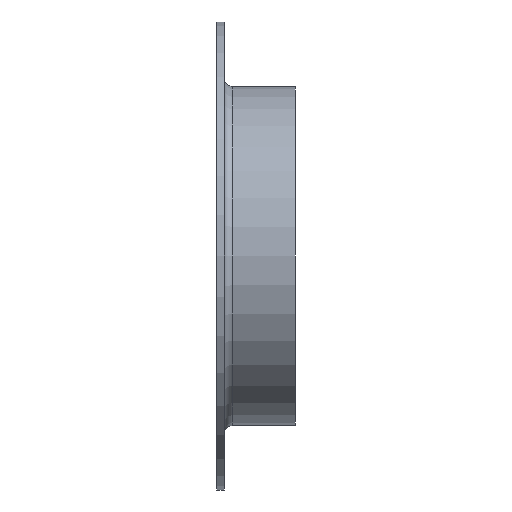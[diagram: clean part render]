
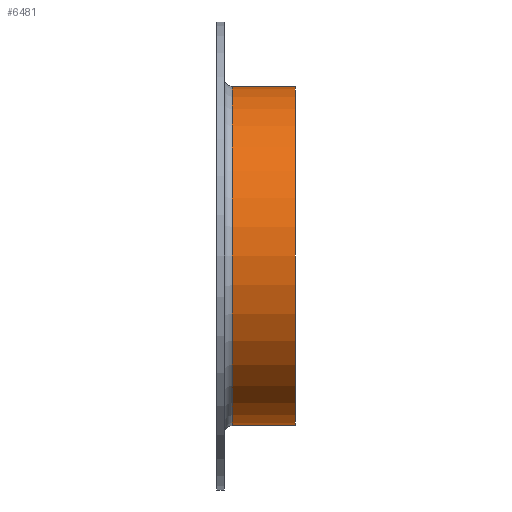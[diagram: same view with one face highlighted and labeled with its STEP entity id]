
A CAD part, front view. The second image highlights one B-rep face of the part: STEP entity #6481.
In plain terms, the highlighted cylindrical face has radius 64.5 mm (diameter 129 mm), a full revolution.
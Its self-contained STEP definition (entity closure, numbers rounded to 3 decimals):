
#724 = FACE_OUTER_BOUND ( 'NONE', #7340, .T. ) ;
#2919 = CARTESIAN_POINT ( 'NONE',  ( 6., 0., 0. ) ) ;
#3021 = DIRECTION ( 'NONE',  ( 0., 0., 1. ) ) ;
#3089 = CIRCLE ( 'NONE', #5869, 64.5 ) ;
#3116 = EDGE_CURVE ( 'NONE', #14077, #14077, #4489, .T. ) ;
#3623 = EDGE_CURVE ( 'NONE', #10954, #10954, #3089, .T. ) ;
#4489 = CIRCLE ( 'NONE', #13610, 64.5 ) ;
#4990 = AXIS2_PLACEMENT_3D ( 'NONE', #8660, #9712, #3021 ) ;
#5235 = CYLINDRICAL_SURFACE ( 'NONE', #4990, 64.5 ) ;
#5302 = CARTESIAN_POINT ( 'NONE',  ( 30., 0., 64.5 ) ) ;
#5370 = CARTESIAN_POINT ( 'NONE',  ( 6., 0., 64.5 ) ) ;
#5869 = AXIS2_PLACEMENT_3D ( 'NONE', #2919, #9679, #10766 ) ;
#6447 = FACE_OUTER_BOUND ( 'NONE', #11390, .T. ) ;
#6481 = ADVANCED_FACE ( 'NONE', ( #6447, #724 ), #5235, .T. ) ;
#7340 = EDGE_LOOP ( 'NONE', ( #8093 ) ) ;
#8093 = ORIENTED_EDGE ( 'NONE', *, *, #3116, .T. ) ;
#8660 = CARTESIAN_POINT ( 'NONE',  ( 0., 0., 0. ) ) ;
#8691 = CARTESIAN_POINT ( 'NONE',  ( 30., 0., 0. ) ) ;
#9679 = DIRECTION ( 'NONE',  ( 1., 0., 0. ) ) ;
#9712 = DIRECTION ( 'NONE',  ( -1., 0., 0. ) ) ;
#10741 = ORIENTED_EDGE ( 'NONE', *, *, #3623, .T. ) ;
#10766 = DIRECTION ( 'NONE',  ( 0., 0., 1. ) ) ;
#10954 = VERTEX_POINT ( 'NONE', #5370 ) ;
#11390 = EDGE_LOOP ( 'NONE', ( #10741 ) ) ;
#13229 = DIRECTION ( 'NONE',  ( -1., 0., 0. ) ) ;
#13610 = AXIS2_PLACEMENT_3D ( 'NONE', #8691, #13229, #13896 ) ;
#13896 = DIRECTION ( 'NONE',  ( 0., 0., 1. ) ) ;
#14077 = VERTEX_POINT ( 'NONE', #5302 ) ;
